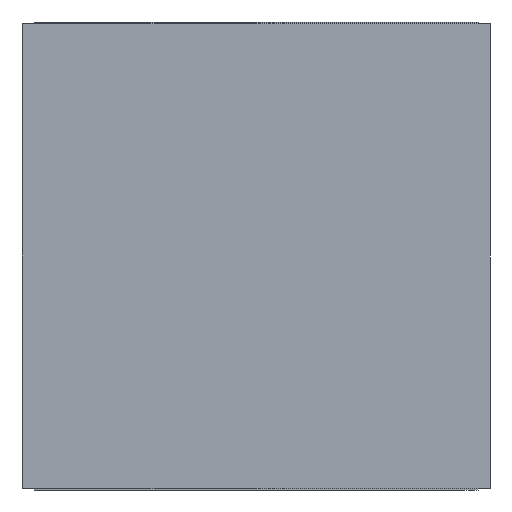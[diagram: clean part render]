
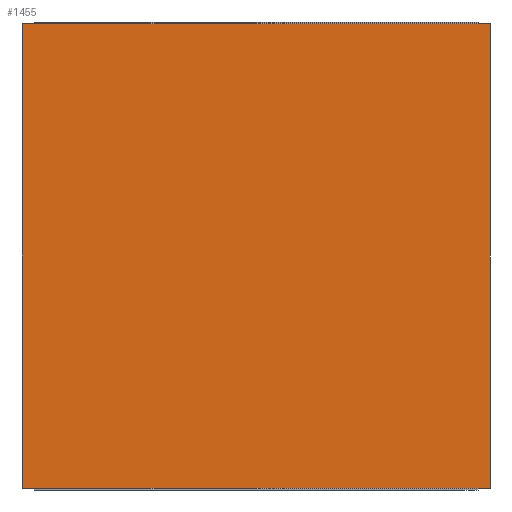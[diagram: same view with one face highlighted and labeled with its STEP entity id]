
A CAD part, front view. The second image highlights one B-rep face of the part: STEP entity #1455.
In plain terms, the highlighted planar face has unit normal (0, -1, 0).
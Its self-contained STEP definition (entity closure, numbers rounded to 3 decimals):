
#67 = CARTESIAN_POINT ( 'NONE',  ( 390., -200., 387. ) ) ;
#144 = DIRECTION ( 'NONE',  ( 1., 0., 0. ) ) ;
#199 = DIRECTION ( 'NONE',  ( 1., 0., 0. ) ) ;
#216 = EDGE_CURVE ( 'NONE', #1526, #1633, #2559, .T. ) ;
#257 = LINE ( 'NONE', #2229, #1473 ) ;
#282 = PLANE ( 'NONE',  #1709 ) ;
#330 = VECTOR ( 'NONE', #1212, 1000. ) ;
#358 = EDGE_CURVE ( 'NONE', #415, #2259, #467, .T. ) ;
#366 = CARTESIAN_POINT ( 'NONE',  ( -390., -200., -387. ) ) ;
#415 = VERTEX_POINT ( 'NONE', #578 ) ;
#456 = EDGE_CURVE ( 'NONE', #2259, #2491, #1478, .T. ) ;
#467 = LINE ( 'NONE', #2365, #1613 ) ;
#578 = CARTESIAN_POINT ( 'NONE',  ( -390., -200., 387. ) ) ;
#675 = CARTESIAN_POINT ( 'NONE',  ( 390., -200., 387. ) ) ;
#710 = CARTESIAN_POINT ( 'NONE',  ( 370., -200., 387. ) ) ;
#721 = VERTEX_POINT ( 'NONE', #2468 ) ;
#723 = ORIENTED_EDGE ( 'NONE', *, *, #1946, .F. ) ;
#735 = DIRECTION ( 'NONE',  ( 0., 1., 0. ) ) ;
#875 = DIRECTION ( 'NONE',  ( -1., 0., 0. ) ) ;
#936 = VECTOR ( 'NONE', #199, 1000. ) ;
#990 = CARTESIAN_POINT ( 'NONE',  ( -390., -200., 387. ) ) ;
#1068 = ORIENTED_EDGE ( 'NONE', *, *, #2779, .F. ) ;
#1085 = ORIENTED_EDGE ( 'NONE', *, *, #456, .T. ) ;
#1105 = CARTESIAN_POINT ( 'NONE',  ( -350., -200., -387. ) ) ;
#1168 = CARTESIAN_POINT ( 'NONE',  ( -370., -200., -387. ) ) ;
#1193 = DIRECTION ( 'NONE',  ( 0., 0., -1. ) ) ;
#1194 = VECTOR ( 'NONE', #2251, 1000. ) ;
#1212 = DIRECTION ( 'NONE',  ( 1., 0., 0. ) ) ;
#1219 = EDGE_CURVE ( 'NONE', #2491, #1633, #2208, .T. ) ;
#1266 = VECTOR ( 'NONE', #1193, 1000. ) ;
#1333 = EDGE_CURVE ( 'NONE', #721, #1441, #2448, .T. ) ;
#1398 = VECTOR ( 'NONE', #144, 1000. ) ;
#1441 = VERTEX_POINT ( 'NONE', #710 ) ;
#1455 = ADVANCED_FACE ( 'NONE', ( #2150 ), #282, .F. ) ;
#1473 = VECTOR ( 'NONE', #875, 1000. ) ;
#1478 = LINE ( 'NONE', #366, #1398 ) ;
#1482 = DIRECTION ( 'NONE',  ( 0., 0., -1. ) ) ;
#1499 = ORIENTED_EDGE ( 'NONE', *, *, #1333, .T. ) ;
#1520 = VERTEX_POINT ( 'NONE', #2553 ) ;
#1526 = VERTEX_POINT ( 'NONE', #2787 ) ;
#1613 = VECTOR ( 'NONE', #1482, 1000. ) ;
#1633 = VERTEX_POINT ( 'NONE', #1928 ) ;
#1635 = CARTESIAN_POINT ( 'NONE',  ( 390., -200., -387. ) ) ;
#1696 = ORIENTED_EDGE ( 'NONE', *, *, #1219, .T. ) ;
#1709 = AXIS2_PLACEMENT_3D ( 'NONE', #2740, #735, #2302 ) ;
#1788 = LINE ( 'NONE', #67, #1266 ) ;
#1928 = CARTESIAN_POINT ( 'NONE',  ( 370., -200., -387. ) ) ;
#1946 = EDGE_CURVE ( 'NONE', #721, #1526, #1788, .T. ) ;
#1949 = ORIENTED_EDGE ( 'NONE', *, *, #358, .T. ) ;
#1964 = VECTOR ( 'NONE', #2299, 1000. ) ;
#1972 = CARTESIAN_POINT ( 'NONE',  ( -390., -200., -387. ) ) ;
#2039 = EDGE_LOOP ( 'NONE', ( #2400, #1068, #1949, #1085, #1696, #2798, #723, #1499 ) ) ;
#2132 = LINE ( 'NONE', #990, #330 ) ;
#2150 = FACE_OUTER_BOUND ( 'NONE', #2039, .T. ) ;
#2208 = LINE ( 'NONE', #1105, #936 ) ;
#2229 = CARTESIAN_POINT ( 'NONE',  ( -350., -200., 387. ) ) ;
#2251 = DIRECTION ( 'NONE',  ( -1., 0., 0. ) ) ;
#2259 = VERTEX_POINT ( 'NONE', #1972 ) ;
#2299 = DIRECTION ( 'NONE',  ( -1., 0., 0. ) ) ;
#2302 = DIRECTION ( 'NONE',  ( 0., 0., 1. ) ) ;
#2338 = EDGE_CURVE ( 'NONE', #1441, #1520, #257, .T. ) ;
#2365 = CARTESIAN_POINT ( 'NONE',  ( -390., -200., 387. ) ) ;
#2400 = ORIENTED_EDGE ( 'NONE', *, *, #2338, .T. ) ;
#2448 = LINE ( 'NONE', #675, #1194 ) ;
#2468 = CARTESIAN_POINT ( 'NONE',  ( 390., -200., 387. ) ) ;
#2491 = VERTEX_POINT ( 'NONE', #1168 ) ;
#2553 = CARTESIAN_POINT ( 'NONE',  ( -370., -200., 387. ) ) ;
#2559 = LINE ( 'NONE', #1635, #1964 ) ;
#2740 = CARTESIAN_POINT ( 'NONE',  ( -350., -200., 390. ) ) ;
#2779 = EDGE_CURVE ( 'NONE', #415, #1520, #2132, .T. ) ;
#2787 = CARTESIAN_POINT ( 'NONE',  ( 390., -200., -387. ) ) ;
#2798 = ORIENTED_EDGE ( 'NONE', *, *, #216, .F. ) ;
